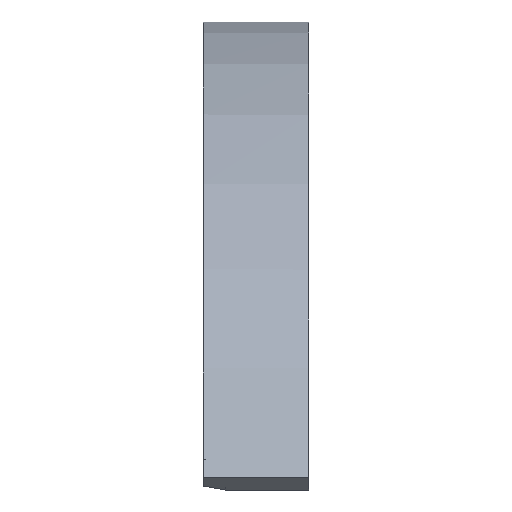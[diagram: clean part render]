
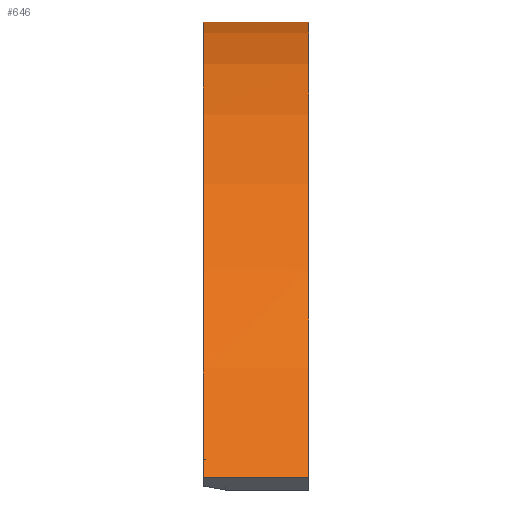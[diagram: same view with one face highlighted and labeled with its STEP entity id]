
A CAD part, front view. The second image highlights one B-rep face of the part: STEP entity #646.
In plain terms, the highlighted cylindrical face has radius 23.873 mm (diameter 47.746 mm), a partial arc.
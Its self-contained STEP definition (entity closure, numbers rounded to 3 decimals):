
#3 = EDGE_CURVE ( 'NONE', #488, #644, #732, .T. ) ;
#8 = CARTESIAN_POINT ( 'NONE',  ( -32.969, 191.715, 20.525 ) ) ;
#18 = CARTESIAN_POINT ( 'NONE',  ( -33.182, 192.358, 19.01 ) ) ;
#27 = EDGE_CURVE ( 'NONE', #402, #644, #566, .T. ) ;
#44 = AXIS2_PLACEMENT_3D ( 'NONE', #323, #535, #530 ) ;
#62 = CYLINDRICAL_SURFACE ( 'NONE', #482, 23.873 ) ;
#98 = DIRECTION ( 'NONE',  ( 0., 0., 1. ) ) ;
#138 = ORIENTED_EDGE ( 'NONE', *, *, #510, .F. ) ;
#214 = VERTEX_POINT ( 'NONE', #321 ) ;
#227 = EDGE_LOOP ( 'NONE', ( #660, #479, #777, #138, #607, #812 ) ) ;
#230 = CARTESIAN_POINT ( 'NONE',  ( -33.9, 192.358, 19.01 ) ) ;
#274 = CARTESIAN_POINT ( 'NONE',  ( -32.824, 192.214, 19.355 ) ) ;
#288 = CARTESIAN_POINT ( 'NONE',  ( -33.9, 188.223, 25.713 ) ) ;
#311 = CARTESIAN_POINT ( 'NONE',  ( -33.673, 189.052, 24.764 ) ) ;
#316 = CARTESIAN_POINT ( 'NONE',  ( -33.127, 191.131, 21.639 ) ) ;
#320 = CARTESIAN_POINT ( 'NONE',  ( -33.479, 189.8, 23.759 ) ) ;
#321 = CARTESIAN_POINT ( 'NONE',  ( -33.9, 148.052, 18.785 ) ) ;
#323 = CARTESIAN_POINT ( 'NONE',  ( -33.9, 170.25, 10. ) ) ;
#335 = DIRECTION ( 'NONE',  ( 1., 0., 0. ) ) ;
#347 = CARTESIAN_POINT ( 'NONE',  ( -33.9, 170.25, 10. ) ) ;
#387 = DIRECTION ( 'NONE',  ( -1., 0., 0. ) ) ;
#393 = CARTESIAN_POINT ( 'NONE',  ( -32.824, 192.214, 19.355 ) ) ;
#402 = VERTEX_POINT ( 'NONE', #550 ) ;
#420 = EDGE_CURVE ( 'NONE', #776, #402, #702, .T. ) ;
#479 = ORIENTED_EDGE ( 'NONE', *, *, #654, .F. ) ;
#482 = AXIS2_PLACEMENT_3D ( 'NONE', #347, #335, #542 ) ;
#488 = VERTEX_POINT ( 'NONE', #393 ) ;
#497 = CARTESIAN_POINT ( 'NONE',  ( -32.944, 192.263, 19.24 ) ) ;
#501 = CARTESIAN_POINT ( 'NONE',  ( -33.063, 192.31, 19.125 ) ) ;
#508 = CARTESIAN_POINT ( 'NONE',  ( -32.824, 192.214, 19.355 ) ) ;
#510 = EDGE_CURVE ( 'NONE', #776, #214, #817, .T. ) ;
#520 = DIRECTION ( 'NONE',  ( -1., 0., 0. ) ) ;
#530 = DIRECTION ( 'NONE',  ( 0., 0., 1. ) ) ;
#535 = DIRECTION ( 'NONE',  ( -1., 0., 0. ) ) ;
#542 = DIRECTION ( 'NONE',  ( 0., 0., -1. ) ) ;
#550 = CARTESIAN_POINT ( 'NONE',  ( -30.4, 192.358, 19.01 ) ) ;
#559 = EDGE_CURVE ( 'NONE', #214, #564, #824, .T. ) ;
#564 = VERTEX_POINT ( 'NONE', #652 ) ;
#566 = LINE ( 'NONE', #230, #596 ) ;
#587 = CARTESIAN_POINT ( 'NONE',  ( -30.4, 148.052, 18.785 ) ) ;
#596 = VECTOR ( 'NONE', #520, 1000. ) ;
#599 = B_SPLINE_CURVE_WITH_KNOTS ( 'NONE', 3,
 ( #288, #311, #320, #316, #8, #274 ),
 .UNSPECIFIED., .F., .F.,
 ( 4, 2, 4 ),
 ( 0., 0.004, 0.008 ),
 .UNSPECIFIED. ) ;
#607 = ORIENTED_EDGE ( 'NONE', *, *, #420, .T. ) ;
#623 = DIRECTION ( 'NONE',  ( -1., 0., 0. ) ) ;
#642 = VECTOR ( 'NONE', #623, 1000. ) ;
#644 = VERTEX_POINT ( 'NONE', #18 ) ;
#646 = ADVANCED_FACE ( 'NONE', ( #782 ), #62, .T. ) ;
#652 = CARTESIAN_POINT ( 'NONE',  ( -33.9, 188.223, 25.713 ) ) ;
#654 = EDGE_CURVE ( 'NONE', #564, #488, #599, .T. ) ;
#660 = ORIENTED_EDGE ( 'NONE', *, *, #3, .F. ) ;
#669 = CARTESIAN_POINT ( 'NONE',  ( -33.182, 192.358, 19.01 ) ) ;
#673 = CARTESIAN_POINT ( 'NONE',  ( -33.9, 148.052, 18.785 ) ) ;
#702 = CIRCLE ( 'NONE', #750, 23.873 ) ;
#732 = B_SPLINE_CURVE_WITH_KNOTS ( 'NONE', 3,
 ( #508, #497, #501, #669 ),
 .UNSPECIFIED., .F., .F.,
 ( 4, 4 ),
 ( 0., 0.001 ),
 .UNSPECIFIED. ) ;
#750 = AXIS2_PLACEMENT_3D ( 'NONE', #781, #387, #98 ) ;
#776 = VERTEX_POINT ( 'NONE', #587 ) ;
#777 = ORIENTED_EDGE ( 'NONE', *, *, #559, .F. ) ;
#781 = CARTESIAN_POINT ( 'NONE',  ( -30.4, 170.25, 10. ) ) ;
#782 = FACE_OUTER_BOUND ( 'NONE', #227, .T. ) ;
#812 = ORIENTED_EDGE ( 'NONE', *, *, #27, .T. ) ;
#817 = LINE ( 'NONE', #673, #642 ) ;
#824 = CIRCLE ( 'NONE', #44, 23.873 ) ;
